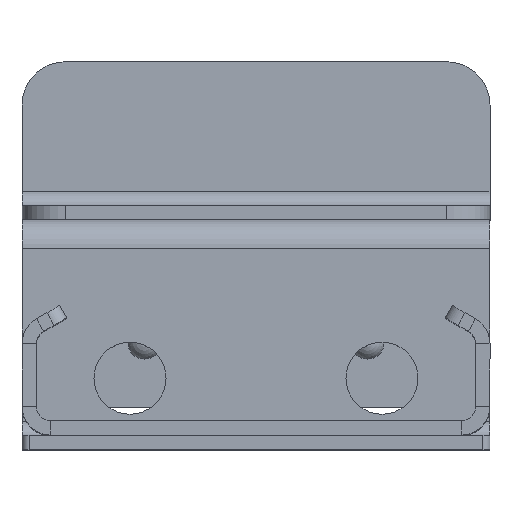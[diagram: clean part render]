
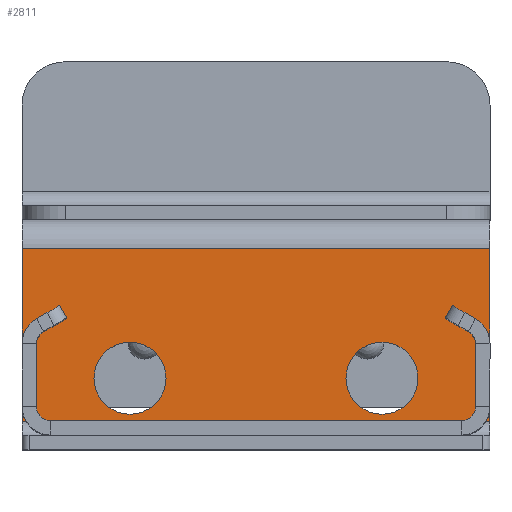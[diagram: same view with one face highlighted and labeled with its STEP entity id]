
A CAD part, top view. The second image highlights one B-rep face of the part: STEP entity #2811.
In plain terms, the highlighted face is planar.
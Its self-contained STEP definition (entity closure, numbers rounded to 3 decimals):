
#2403=CARTESIAN_POINT('',(12.5,10.0,12.5));
#2404=VERTEX_POINT('',#2403);
#2405=CARTESIAN_POINT('',(17.5,10.0,12.5));
#2406=DIRECTION('',(0.0,0.0,1.0));
#2407=DIRECTION('',(1.0,0.0,0.0));
#2408=AXIS2_PLACEMENT_3D('',#2405,#2406,#2407);
#2409=CIRCLE('',#2408,5.);
#2410=EDGE_CURVE('',#2404,#2404,#2409,.T.);
#2431=CARTESIAN_POINT('',(-22.5,10.0,12.5));
#2432=VERTEX_POINT('',#2431);
#2433=CARTESIAN_POINT('',(-17.5,10.0,12.5));
#2434=DIRECTION('',(0.0,0.0,1.0));
#2435=DIRECTION('',(1.0,0.0,0.0));
#2436=AXIS2_PLACEMENT_3D('',#2433,#2434,#2435);
#2437=CIRCLE('',#2436,5.);
#2438=EDGE_CURVE('',#2432,#2432,#2437,.T.);
#2645=CARTESIAN_POINT('',(32.5,28.,12.5));
#2646=VERTEX_POINT('',#2645);
#2654=CARTESIAN_POINT('',(-32.5,28.,12.5));
#2655=VERTEX_POINT('',#2654);
#2656=CARTESIAN_POINT('',(-32.5,28.,12.5));
#2657=DIRECTION('',(1.0,0.0,0.0));
#2658=VECTOR('',#2657,65.0);
#2659=LINE('',#2656,#2658);
#2660=EDGE_CURVE('',#2655,#2646,#2659,.T.);
#2757=CARTESIAN_POINT('',(-32.5,4.,12.5));
#2758=VERTEX_POINT('',#2757);
#2759=CARTESIAN_POINT('',(-32.5,28.,12.5));
#2760=DIRECTION('',(0.0,-1.0,0.0));
#2761=VECTOR('',#2760,24.);
#2762=LINE('',#2759,#2761);
#2763=EDGE_CURVE('',#2655,#2758,#2762,.T.);
#2782=CARTESIAN_POINT('',(0.0,15.738,12.5));
#2783=DIRECTION('',(0.0,0.0,-1.0));
#2784=DIRECTION('',(0.0,1.0,0.0));
#2785=AXIS2_PLACEMENT_3D('',#2782,#2783,#2784);
#2786=PLANE('',#2785);
#2787=ORIENTED_EDGE('',*,*,#2660,.T.);
#2788=CARTESIAN_POINT('',(32.5,4.,12.5));
#2789=VERTEX_POINT('',#2788);
#2790=CARTESIAN_POINT('',(32.5,28.,12.5));
#2791=DIRECTION('',(0.0,-1.0,0.0));
#2792=VECTOR('',#2791,24.);
#2793=LINE('',#2790,#2792);
#2794=EDGE_CURVE('',#2646,#2789,#2793,.T.);
#2795=ORIENTED_EDGE('',*,*,#2794,.T.);
#2796=CARTESIAN_POINT('',(32.5,4.,12.5));
#2797=DIRECTION('',(-1.0,0.0,0.0));
#2798=VECTOR('',#2797,65.0);
#2799=LINE('',#2796,#2798);
#2800=EDGE_CURVE('',#2789,#2758,#2799,.T.);
#2801=ORIENTED_EDGE('',*,*,#2800,.T.);
#2802=ORIENTED_EDGE('',*,*,#2763,.F.);
#2803=EDGE_LOOP('',(#2787,#2795,#2801,#2802));
#2804=FACE_OUTER_BOUND('',#2803,.T.);
#2805=ORIENTED_EDGE('',*,*,#2410,.T.);
#2806=EDGE_LOOP('',(#2805));
#2807=FACE_BOUND('',#2806,.T.);
#2808=ORIENTED_EDGE('',*,*,#2438,.T.);
#2809=EDGE_LOOP('',(#2808));
#2810=FACE_BOUND('',#2809,.T.);
#2811=ADVANCED_FACE('',(#2804,#2807,#2810),#2786,.T.);
